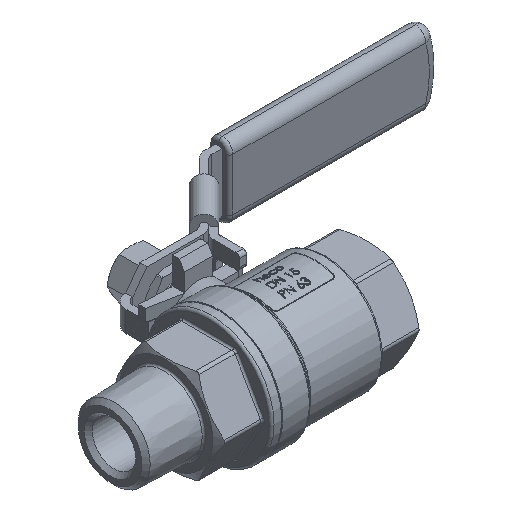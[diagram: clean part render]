
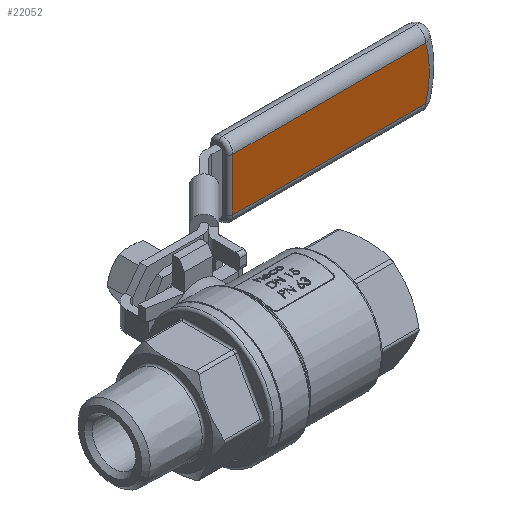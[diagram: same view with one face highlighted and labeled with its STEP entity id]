
A CAD part, isometric view. The second image highlights one B-rep face of the part: STEP entity #22052.
In plain terms, the highlighted planar face has unit normal (0, -1, 0).
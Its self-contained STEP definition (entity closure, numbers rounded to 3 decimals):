
#6409 = AXIS2_PLACEMENT_3D ( 'NONE', #35991, #35992, #35993 ) ;
#6410 = CIRCLE ( 'NONE', #6409, 27.001 ) ;
#8472 = CARTESIAN_POINT ( 'NONE',  ( 35.985, 47., 7.501 ) ) ;
#8489 = CARTESIAN_POINT ( 'NONE',  ( 90.938, 47., -7.501 ) ) ;
#8502 = CARTESIAN_POINT ( 'NONE',  ( 35.985, 47., -7.501 ) ) ;
#8507 = CARTESIAN_POINT ( 'NONE',  ( 90.938, 47., 7.501 ) ) ;
#8793 = FACE_OUTER_BOUND ( 'NONE', #13449, .T. ) ;
#8862 = PLANE ( 'NONE',  #33356 ) ;
#8921 = CARTESIAN_POINT ( 'NONE',  ( 95., 47., 10.5 ) ) ;
#8924 = DIRECTION ( 'NONE',  ( 0., 1., 0. ) ) ;
#8927 = DIRECTION ( 'NONE',  ( -1., 0., 0. ) ) ;
#13449 = EDGE_LOOP ( 'NONE', ( #17720, #17719, #17717, #17715 ) ) ;
#13557 = LINE ( 'NONE', #13558, #29327 ) ;
#13558 = CARTESIAN_POINT ( 'NONE',  ( 93.102, 47., -7.501 ) ) ;
#13559 = DIRECTION ( 'NONE',  ( 1., 0., 0. ) ) ;
#17715 = ORIENTED_EDGE ( 'NONE', *, *, #32179, .T. ) ;
#17717 = ORIENTED_EDGE ( 'NONE', *, *, #32329, .T. ) ;
#17719 = ORIENTED_EDGE ( 'NONE', *, *, #32735, .T. ) ;
#17720 = ORIENTED_EDGE ( 'NONE', *, *, #32696, .T. ) ;
#22052 = ADVANCED_FACE ( 'NONE', ( #8793 ), #8862, .F. ) ;
#29327 = VECTOR ( 'NONE', #13559, 1000. ) ;
#29725 = LINE ( 'NONE', #29728, #31814 ) ;
#29728 = CARTESIAN_POINT ( 'NONE',  ( 95., 47., 7.501 ) ) ;
#29729 = DIRECTION ( 'NONE',  ( -1., 0., 0. ) ) ;
#30379 = LINE ( 'NONE', #30380, #31929 ) ;
#30380 = CARTESIAN_POINT ( 'NONE',  ( 35.985, 47., 10.5 ) ) ;
#30381 = DIRECTION ( 'NONE',  ( 0., 0., -1. ) ) ;
#31814 = VECTOR ( 'NONE', #29729, 1000. ) ;
#31929 = VECTOR ( 'NONE', #30381, 1000. ) ;
#32179 = EDGE_CURVE ( 'NONE', #34503, #34514, #6410, .T. ) ;
#32329 = EDGE_CURVE ( 'NONE', #34511, #34503, #13557, .T. ) ;
#32696 = EDGE_CURVE ( 'NONE', #34514, #34492, #29725, .T. ) ;
#32735 = EDGE_CURVE ( 'NONE', #34492, #34511, #30379, .T. ) ;
#33356 = AXIS2_PLACEMENT_3D ( 'NONE', #8921, #8924, #8927 ) ;
#34492 = VERTEX_POINT ( 'NONE', #8472 ) ;
#34503 = VERTEX_POINT ( 'NONE', #8489 ) ;
#34511 = VERTEX_POINT ( 'NONE', #8502 ) ;
#34514 = VERTEX_POINT ( 'NONE', #8507 ) ;
#35991 = CARTESIAN_POINT ( 'NONE',  ( 65., 47., 0. ) ) ;
#35992 = DIRECTION ( 'NONE',  ( 0., -1., 0. ) ) ;
#35993 = DIRECTION ( 'NONE',  ( -1., 0., 0. ) ) ;
